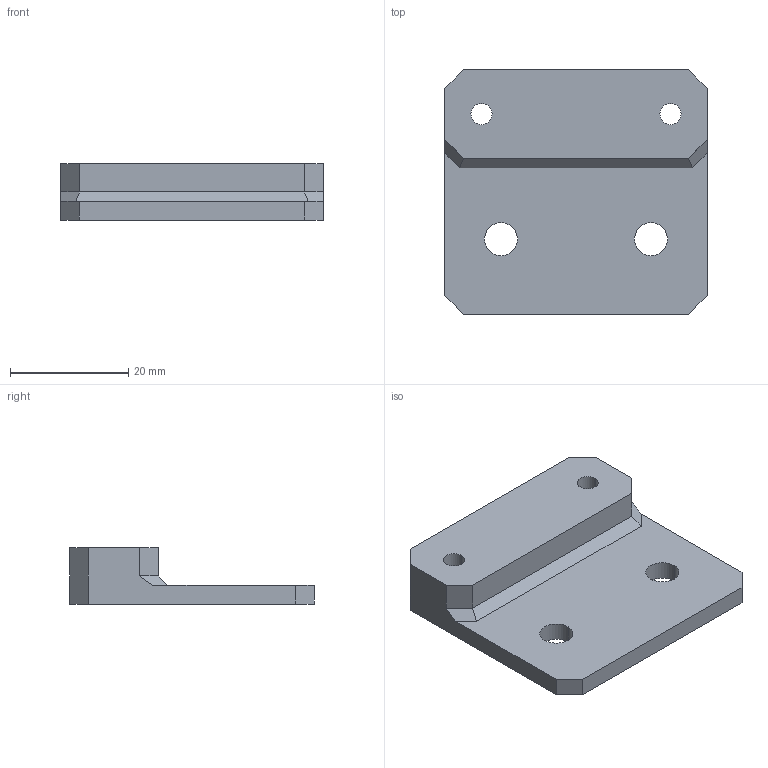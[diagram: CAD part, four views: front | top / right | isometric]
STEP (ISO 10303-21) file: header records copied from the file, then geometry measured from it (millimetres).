
FILE_DESCRIPTION (( 'STEP AP203' ), '1' );
FILE_NAME ('magnetic Limit Switch off set plate.STEP', '2018-01-10T15:59:27', ( '' ), ( '' ), 'SwSTEP 2.0', 'SolidWorks 2017', '' );
FILE_SCHEMA (( 'CONFIG_CONTROL_DESIGN' ));
Length unit declared in the file: inch
Products named in the file (1): magnetic Limit Switch off set plate
Bounding box: 44.45 x 41.4 x 9.53 mm (x, y, z)
Volume: 9384.5 mm3; surface area: 5086.1 mm2
Topology: 1 solids, 1 shells, 31 faces, 79 edges, 52 vertices
Faces by surface type: plane 19, cylinder 12
Entity records: 1036 total; most frequent: DIRECTION 167, CARTESIAN_POINT 163, ORIENTED_EDGE 158, EDGE_CURVE 79, AXIS2_PLACEMENT_3D 56, LINE 55, VECTOR 55, VERTEX_POINT 52
